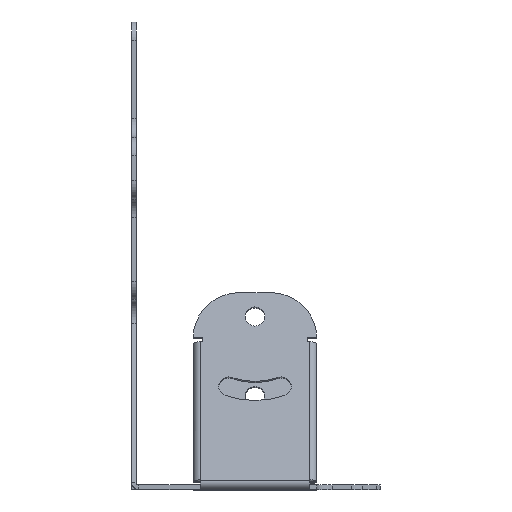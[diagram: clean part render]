
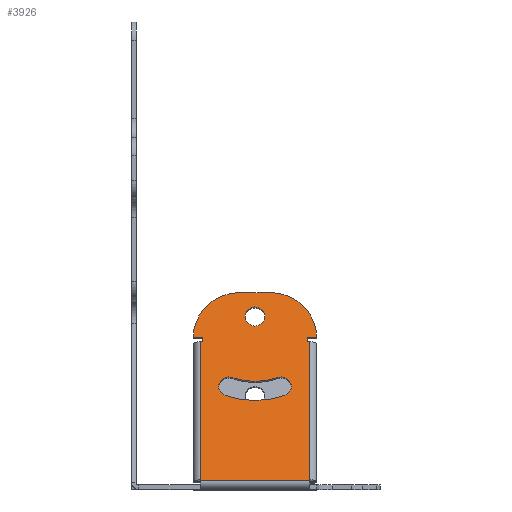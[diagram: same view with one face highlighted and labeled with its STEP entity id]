
A CAD part, top view. The second image highlights one B-rep face of the part: STEP entity #3926.
In plain terms, the highlighted planar face has unit normal (0, 0.259, 0.966).
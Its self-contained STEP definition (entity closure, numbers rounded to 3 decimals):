
#80=FACE_BOUND('',#645,.T.);
#81=FACE_BOUND('',#646,.T.);
#138=PLANE('',#4294);
#396=FACE_OUTER_BOUND('',#644,.T.);
#644=EDGE_LOOP('',(#3317,#3318,#3319,#3320,#3321,#3322,#3323,#3324,#3325,
#3326,#3327,#3328,#3329,#3330));
#645=EDGE_LOOP('',(#3331,#3332,#3333,#3334));
#646=EDGE_LOOP('',(#3335));
#951=LINE('',#6402,#1320);
#953=LINE('',#6412,#1322);
#957=LINE('',#6420,#1326);
#960=LINE('',#6425,#1329);
#963=LINE('',#6432,#1332);
#964=LINE('',#6434,#1333);
#965=LINE('',#6436,#1334);
#966=LINE('',#6438,#1335);
#967=LINE('',#6440,#1336);
#968=LINE('',#6442,#1337);
#969=LINE('',#6444,#1338);
#970=LINE('',#6448,#1339);
#1320=VECTOR('',#5136,10.);
#1322=VECTOR('',#5146,10.);
#1326=VECTOR('',#5152,10.);
#1329=VECTOR('',#5157,10.);
#1332=VECTOR('',#5164,10.);
#1333=VECTOR('',#5167,10.);
#1334=VECTOR('',#5168,10.);
#1335=VECTOR('',#5169,10.);
#1336=VECTOR('',#5170,10.);
#1337=VECTOR('',#5171,10.);
#1338=VECTOR('',#5172,10.);
#1339=VECTOR('',#5175,10.);
#1610=CIRCLE('',#4238,3.2);
#1612=CIRCLE('',#4241,21.8);
#1614=CIRCLE('',#4244,3.2);
#1616=CIRCLE('',#4247,28.2);
#1638=CIRCLE('',#4295,15.);
#1639=CIRCLE('',#4296,15.);
#1640=CIRCLE('',#4297,3.2);
#1867=VERTEX_POINT('',#6126);
#1868=VERTEX_POINT('',#6127);
#1871=VERTEX_POINT('',#6135);
#1873=VERTEX_POINT('',#6141);
#1931=VERTEX_POINT('',#6377);
#1934=VERTEX_POINT('',#6398);
#1936=VERTEX_POINT('',#6406);
#1937=VERTEX_POINT('',#6410);
#1938=VERTEX_POINT('',#6411);
#1941=VERTEX_POINT('',#6419);
#1944=VERTEX_POINT('',#6430);
#1945=VERTEX_POINT('',#6435);
#1946=VERTEX_POINT('',#6437);
#1947=VERTEX_POINT('',#6439);
#1948=VERTEX_POINT('',#6441);
#1949=VERTEX_POINT('',#6443);
#1950=VERTEX_POINT('',#6445);
#1951=VERTEX_POINT('',#6447);
#1952=VERTEX_POINT('',#6450);
#2324=EDGE_CURVE('',#1867,#1868,#1610,.T.);
#2328=EDGE_CURVE('',#1871,#1867,#1612,.T.);
#2331=EDGE_CURVE('',#1873,#1871,#1614,.T.);
#2334=EDGE_CURVE('',#1868,#1873,#1616,.T.);
#2416=EDGE_CURVE('',#1934,#1931,#951,.T.);
#2420=EDGE_CURVE('',#1937,#1938,#953,.T.);
#2424=EDGE_CURVE('',#1938,#1941,#957,.T.);
#2427=EDGE_CURVE('',#1941,#1934,#960,.T.);
#2431=EDGE_CURVE('',#1936,#1944,#963,.T.);
#2432=EDGE_CURVE('',#1931,#1936,#964,.T.);
#2433=EDGE_CURVE('',#1944,#1945,#965,.T.);
#2434=EDGE_CURVE('',#1945,#1946,#966,.T.);
#2435=EDGE_CURVE('',#1946,#1947,#967,.T.);
#2436=EDGE_CURVE('',#1947,#1948,#968,.T.);
#2437=EDGE_CURVE('',#1948,#1949,#969,.T.);
#2438=EDGE_CURVE('',#1950,#1949,#1638,.T.);
#2439=EDGE_CURVE('',#1950,#1951,#970,.T.);
#2440=EDGE_CURVE('',#1937,#1951,#1639,.T.);
#2441=EDGE_CURVE('',#1952,#1952,#1640,.T.);
#3317=ORIENTED_EDGE('',*,*,#2416,.T.);
#3318=ORIENTED_EDGE('',*,*,#2432,.T.);
#3319=ORIENTED_EDGE('',*,*,#2431,.T.);
#3320=ORIENTED_EDGE('',*,*,#2433,.T.);
#3321=ORIENTED_EDGE('',*,*,#2434,.T.);
#3322=ORIENTED_EDGE('',*,*,#2435,.T.);
#3323=ORIENTED_EDGE('',*,*,#2436,.T.);
#3324=ORIENTED_EDGE('',*,*,#2437,.T.);
#3325=ORIENTED_EDGE('',*,*,#2438,.F.);
#3326=ORIENTED_EDGE('',*,*,#2439,.T.);
#3327=ORIENTED_EDGE('',*,*,#2440,.F.);
#3328=ORIENTED_EDGE('',*,*,#2420,.T.);
#3329=ORIENTED_EDGE('',*,*,#2424,.T.);
#3330=ORIENTED_EDGE('',*,*,#2427,.T.);
#3331=ORIENTED_EDGE('',*,*,#2324,.T.);
#3332=ORIENTED_EDGE('',*,*,#2334,.T.);
#3333=ORIENTED_EDGE('',*,*,#2331,.T.);
#3334=ORIENTED_EDGE('',*,*,#2328,.T.);
#3335=ORIENTED_EDGE('',*,*,#2441,.T.);
#3926=ADVANCED_FACE('',(#396,#80,#81),#138,.F.);
#4238=AXIS2_PLACEMENT_3D('',#6128,#4982,#4983);
#4241=AXIS2_PLACEMENT_3D('',#6136,#4990,#4991);
#4244=AXIS2_PLACEMENT_3D('',#6142,#4997,#4998);
#4247=AXIS2_PLACEMENT_3D('',#6147,#5004,#5005);
#4294=AXIS2_PLACEMENT_3D('',#6433,#5165,#5166);
#4295=AXIS2_PLACEMENT_3D('',#6446,#5173,#5174);
#4296=AXIS2_PLACEMENT_3D('',#6449,#5176,#5177);
#4297=AXIS2_PLACEMENT_3D('',#6451,#5178,#5179);
#4982=DIRECTION('center_axis',(0.,-0.259,
-0.966));
#4983=DIRECTION('ref_axis',(0.342,-0.908,0.243));
#4990=DIRECTION('center_axis',(0.,0.259,0.966));
#4991=DIRECTION('ref_axis',(0.342,0.908,-0.243));
#4997=DIRECTION('center_axis',(0.,-0.259,
-0.966));
#4998=DIRECTION('ref_axis',(0.342,0.908,-0.243));
#5004=DIRECTION('center_axis',(0.,-0.259,
-0.966));
#5005=DIRECTION('ref_axis',(-0.342,-0.908,0.243));
#5136=DIRECTION('',(0.,-0.966,0.259));
#5146=DIRECTION('',(1.,0.,0.));
#5152=DIRECTION('',(0.,-0.966,0.259));
#5157=DIRECTION('',(-1.,0.,0.));
#5164=DIRECTION('',(1.,0.,0.));
#5165=DIRECTION('center_axis',(0.,-0.259,
-0.966));
#5166=DIRECTION('ref_axis',(0.,0.966,-0.259));
#5167=DIRECTION('',(0.,-0.966,0.259));
#5168=DIRECTION('',(0.,0.966,-0.259));
#5169=DIRECTION('',(0.,0.966,-0.259));
#5170=DIRECTION('',(-1.,0.,0.));
#5171=DIRECTION('',(0.,0.966,-0.259));
#5172=DIRECTION('',(1.,0.,0.));
#5173=DIRECTION('center_axis',(0.,-0.259,
-0.966));
#5174=DIRECTION('ref_axis',(0.707,0.683,-0.183));
#5175=DIRECTION('',(-1.,0.,0.));
#5176=DIRECTION('center_axis',(0.,-0.259,
-0.966));
#5177=DIRECTION('ref_axis',(-0.707,0.683,-0.183));
#5178=DIRECTION('center_axis',(0.,-0.259,
-0.966));
#5179=DIRECTION('ref_axis',(1.,0.,0.));
#6126=CARTESIAN_POINT('',(-12.544,36.302,-16.727));
#6127=CARTESIAN_POINT('',(-10.355,30.493,-15.171));
#6128=CARTESIAN_POINT('Origin',(-11.449,33.398,-15.949));
#6135=CARTESIAN_POINT('',(-27.456,36.302,-16.727));
#6136=CARTESIAN_POINT('Origin',(-20.,56.09,-22.029));
#6141=CARTESIAN_POINT('',(-29.645,30.493,-15.171));
#6142=CARTESIAN_POINT('Origin',(-28.551,33.398,-15.949));
#6147=CARTESIAN_POINT('Origin',(-20.,56.09,-22.029));
#6377=CARTESIAN_POINT('',(-37.7,3.102,-7.831));
#6398=CARTESIAN_POINT('',(-37.7,47.879,-19.829));
#6402=CARTESIAN_POINT('',(-37.7,22.506,-13.03));
#6406=CARTESIAN_POINT('',(-37.7,2.895,-7.776));
#6410=CARTESIAN_POINT('',(-40.,49.328,-20.217));
#6411=CARTESIAN_POINT('',(-36.95,49.328,-20.217));
#6412=CARTESIAN_POINT('',(-30.,49.328,-20.217));
#6419=CARTESIAN_POINT('',(-36.95,47.879,-19.829));
#6420=CARTESIAN_POINT('',(-36.95,45.619,-19.224));
#6425=CARTESIAN_POINT('',(-28.475,47.879,-19.829));
#6430=CARTESIAN_POINT('',(-2.3,2.895,-7.776));
#6432=CARTESIAN_POINT('',(-20.,2.895,-7.776));
#6433=CARTESIAN_POINT('Origin',(-20.,41.91,-18.23));
#6434=CARTESIAN_POINT('',(-37.7,22.506,-13.03));
#6435=CARTESIAN_POINT('',(-2.3,3.102,-7.831));
#6436=CARTESIAN_POINT('',(-2.3,44.895,-19.029));
#6437=CARTESIAN_POINT('',(-2.3,47.879,-19.829));
#6438=CARTESIAN_POINT('',(-2.3,44.895,-19.029));
#6439=CARTESIAN_POINT('',(-3.05,47.879,-19.829));
#6440=CARTESIAN_POINT('',(-10.,47.879,-19.829));
#6441=CARTESIAN_POINT('',(-3.05,49.328,-20.217));
#6442=CARTESIAN_POINT('',(-3.05,44.895,-19.029));
#6443=CARTESIAN_POINT('',(0.,49.328,-20.217));
#6444=CARTESIAN_POINT('',(-11.525,49.328,-20.217));
#6445=CARTESIAN_POINT('',(-15.,63.817,-24.1));
#6446=CARTESIAN_POINT('Origin',(-15.,49.328,-20.217));
#6447=CARTESIAN_POINT('',(-25.,63.817,-24.1));
#6448=CARTESIAN_POINT('',(-10.,63.817,-24.1));
#6449=CARTESIAN_POINT('Origin',(-25.,49.328,-20.217));
#6450=CARTESIAN_POINT('',(-23.2,56.09,-22.029));
#6451=CARTESIAN_POINT('Origin',(-20.,56.09,-22.029));
